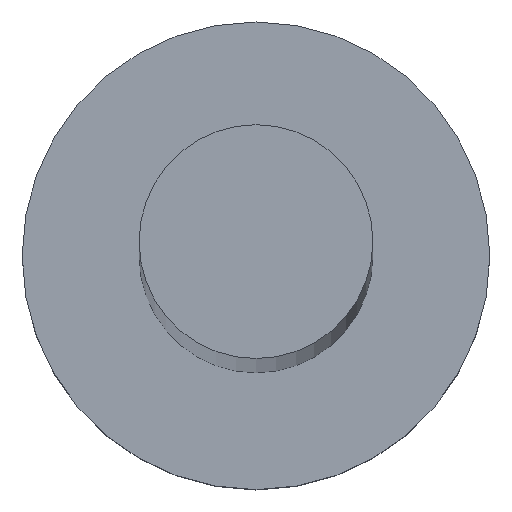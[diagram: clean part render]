
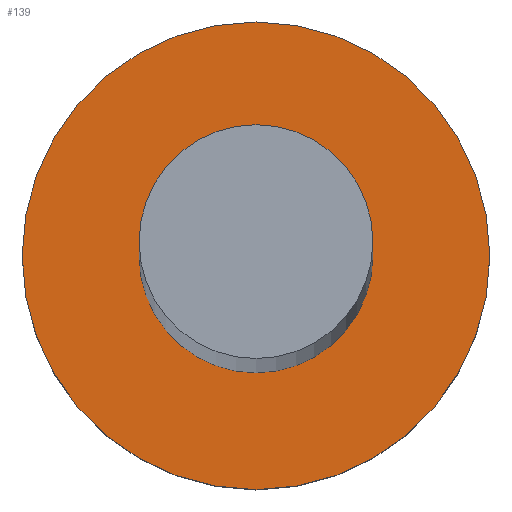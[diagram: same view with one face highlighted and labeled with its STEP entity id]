
A CAD part, top view. The second image highlights one B-rep face of the part: STEP entity #139.
In plain terms, the highlighted planar face has unit normal (0, 0, 1).
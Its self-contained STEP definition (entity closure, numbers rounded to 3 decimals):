
#9 = CARTESIAN_POINT ( 'NONE',  ( 1.75, 0., 3. ) ) ;
#23 = DIRECTION ( 'NONE',  ( 0., 0., 1. ) ) ;
#26 = AXIS2_PLACEMENT_3D ( 'NONE', #68, #53, #30 ) ;
#30 = DIRECTION ( 'NONE',  ( 1., 0., 0. ) ) ;
#34 = VERTEX_POINT ( 'NONE', #92 ) ;
#37 = CIRCLE ( 'NONE', #122, 3.5 ) ;
#53 = DIRECTION ( 'NONE',  ( 0., 0., 1. ) ) ;
#64 = DIRECTION ( 'NONE',  ( 1., 0., 0. ) ) ;
#67 = EDGE_LOOP ( 'NONE', ( #188, #214 ) ) ;
#68 = CARTESIAN_POINT ( 'NONE',  ( 0., 0., 3. ) ) ;
#79 = CARTESIAN_POINT ( 'NONE',  ( 0., 0., 3. ) ) ;
#81 = VERTEX_POINT ( 'NONE', #251 ) ;
#86 = AXIS2_PLACEMENT_3D ( 'NONE', #100, #213, #131 ) ;
#90 = AXIS2_PLACEMENT_3D ( 'NONE', #79, #23, #96 ) ;
#92 = CARTESIAN_POINT ( 'NONE',  ( -3.5, 0., 3. ) ) ;
#96 = DIRECTION ( 'NONE',  ( 1., 0., 0. ) ) ;
#98 = FACE_OUTER_BOUND ( 'NONE', #67, .T. ) ;
#100 = CARTESIAN_POINT ( 'NONE',  ( 0., 0., 3. ) ) ;
#107 = VERTEX_POINT ( 'NONE', #158 ) ;
#119 = PLANE ( 'NONE',  #90 ) ;
#121 = FACE_BOUND ( 'NONE', #185, .T. ) ;
#122 = AXIS2_PLACEMENT_3D ( 'NONE', #160, #183, #64 ) ;
#129 = ORIENTED_EDGE ( 'NONE', *, *, #235, .F. ) ;
#131 = DIRECTION ( 'NONE',  ( 1., 0., 0. ) ) ;
#139 = ADVANCED_FACE ( 'NONE', ( #121, #98 ), #119, .T. ) ;
#149 = EDGE_CURVE ( 'NONE', #34, #81, #37, .T. ) ;
#152 = DIRECTION ( 'NONE',  ( 1., 0., 0. ) ) ;
#158 = CARTESIAN_POINT ( 'NONE',  ( -1.75, 0., 3. ) ) ;
#160 = CARTESIAN_POINT ( 'NONE',  ( 0., 0., 3. ) ) ;
#161 = CIRCLE ( 'NONE', #26, 1.75 ) ;
#171 = ORIENTED_EDGE ( 'NONE', *, *, #204, .F. ) ;
#172 = CIRCLE ( 'NONE', #86, 1.75 ) ;
#183 = DIRECTION ( 'NONE',  ( 0., 0., 1. ) ) ;
#185 = EDGE_LOOP ( 'NONE', ( #171, #129 ) ) ;
#187 = CARTESIAN_POINT ( 'NONE',  ( 0., 0., 3. ) ) ;
#188 = ORIENTED_EDGE ( 'NONE', *, *, #149, .T. ) ;
#191 = AXIS2_PLACEMENT_3D ( 'NONE', #187, #247, #152 ) ;
#204 = EDGE_CURVE ( 'NONE', #107, #244, #161, .T. ) ;
#213 = DIRECTION ( 'NONE',  ( 0., 0., 1. ) ) ;
#214 = ORIENTED_EDGE ( 'NONE', *, *, #221, .T. ) ;
#221 = EDGE_CURVE ( 'NONE', #81, #34, #243, .T. ) ;
#235 = EDGE_CURVE ( 'NONE', #244, #107, #172, .T. ) ;
#243 = CIRCLE ( 'NONE', #191, 3.5 ) ;
#244 = VERTEX_POINT ( 'NONE', #9 ) ;
#247 = DIRECTION ( 'NONE',  ( 0., 0., 1. ) ) ;
#251 = CARTESIAN_POINT ( 'NONE',  ( 3.5, 0., 3. ) ) ;
